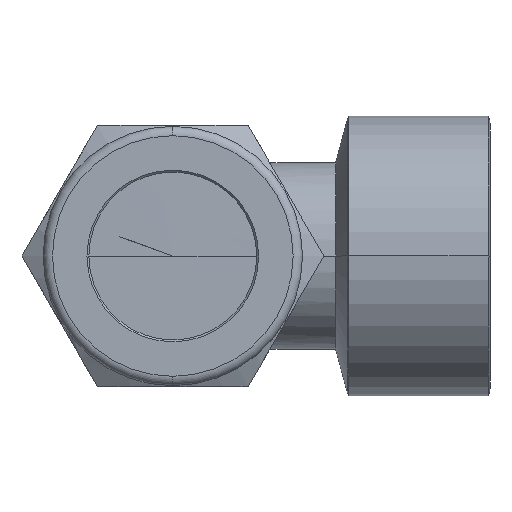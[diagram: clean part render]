
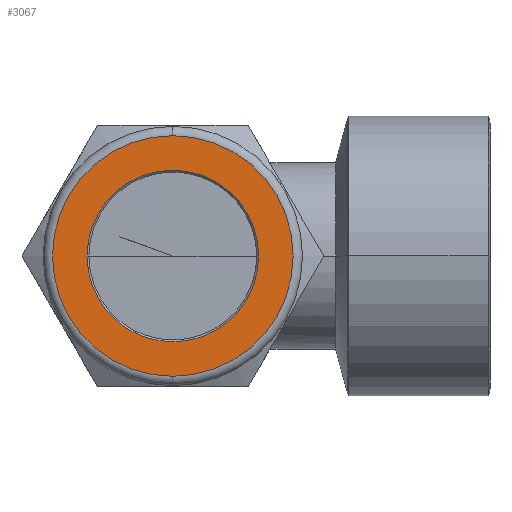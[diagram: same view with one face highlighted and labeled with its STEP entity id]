
A CAD part, left-side view. The second image highlights one B-rep face of the part: STEP entity #3067.
In plain terms, the highlighted planar face has unit normal (-1, 0, 0).
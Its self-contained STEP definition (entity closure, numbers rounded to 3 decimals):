
#170 = CARTESIAN_POINT ( 'NONE',  ( -41.5, 34., -9.2 ) ) ;
#174 = CARTESIAN_POINT ( 'NONE',  ( -41.5, 34., -12.9 ) ) ;
#175 = CARTESIAN_POINT ( 'NONE',  ( -41.5, 34., 12.9 ) ) ;
#184 = CARTESIAN_POINT ( 'NONE',  ( -41.5, 34., 9.2 ) ) ;
#633 = EDGE_LOOP ( 'NONE', ( #761, #762 ) ) ;
#634 = EDGE_LOOP ( 'NONE', ( #759, #760 ) ) ;
#759 = ORIENTED_EDGE ( 'NONE', *, *, #2075, .T. ) ;
#760 = ORIENTED_EDGE ( 'NONE', *, *, #2627, .T. ) ;
#761 = ORIENTED_EDGE ( 'NONE', *, *, #2065, .T. ) ;
#762 = ORIENTED_EDGE ( 'NONE', *, *, #2628, .T. ) ;
#1200 = VERTEX_POINT ( 'NONE', #170 ) ;
#1204 = VERTEX_POINT ( 'NONE', #174 ) ;
#1205 = VERTEX_POINT ( 'NONE', #175 ) ;
#1214 = VERTEX_POINT ( 'NONE', #184 ) ;
#1477 = CIRCLE ( 'NONE', #2747, 9.2 ) ;
#1492 = CIRCLE ( 'NONE', #2752, 12.9 ) ;
#1627 = CIRCLE ( 'NONE', #2778, 12.9 ) ;
#1628 = CIRCLE ( 'NONE', #2779, 9.2 ) ;
#1690 = FACE_OUTER_BOUND ( 'NONE', #634, .T. ) ;
#1692 = FACE_BOUND ( 'NONE', #633, .T. ) ;
#2065 = EDGE_CURVE ( 'NONE', #1214, #1200, #1477, .T. ) ;
#2075 = EDGE_CURVE ( 'NONE', #1205, #1204, #1492, .T. ) ;
#2222 = DIRECTION ( 'NONE',  ( -1., 0., 0. ) ) ;
#2223 = CARTESIAN_POINT ( 'NONE',  ( -41.5, 47.9, 0. ) ) ;
#2225 = PLANE ( 'NONE',  #2810 ) ;
#2227 = DIRECTION ( 'NONE',  ( 0., 0., 1. ) ) ;
#2543 = CARTESIAN_POINT ( 'NONE',  ( -41.5, 34., 0. ) ) ;
#2544 = DIRECTION ( 'NONE',  ( -1., 0., 0. ) ) ;
#2545 = DIRECTION ( 'NONE',  ( 0., 0., 1. ) ) ;
#2548 = CARTESIAN_POINT ( 'NONE',  ( -41.5, 34., 0. ) ) ;
#2549 = DIRECTION ( 'NONE',  ( 1., 0., 0. ) ) ;
#2550 = DIRECTION ( 'NONE',  ( 0., 0., -1. ) ) ;
#2627 = EDGE_CURVE ( 'NONE', #1204, #1205, #1627, .T. ) ;
#2628 = EDGE_CURVE ( 'NONE', #1200, #1214, #1628, .T. ) ;
#2747 = AXIS2_PLACEMENT_3D ( 'NONE', #2974, #2975, #2976 ) ;
#2752 = AXIS2_PLACEMENT_3D ( 'NONE', #2995, #2996, #2997 ) ;
#2778 = AXIS2_PLACEMENT_3D ( 'NONE', #2543, #2544, #2545 ) ;
#2779 = AXIS2_PLACEMENT_3D ( 'NONE', #2548, #2549, #2550 ) ;
#2810 = AXIS2_PLACEMENT_3D ( 'NONE', #2223, #2222, #2227 ) ;
#2974 = CARTESIAN_POINT ( 'NONE',  ( -41.5, 34., 0. ) ) ;
#2975 = DIRECTION ( 'NONE',  ( 1., 0., 0. ) ) ;
#2976 = DIRECTION ( 'NONE',  ( 0., 0., -1. ) ) ;
#2995 = CARTESIAN_POINT ( 'NONE',  ( -41.5, 34., 0. ) ) ;
#2996 = DIRECTION ( 'NONE',  ( -1., 0., 0. ) ) ;
#2997 = DIRECTION ( 'NONE',  ( 0., 0., 1. ) ) ;
#3067 = ADVANCED_FACE ( 'NONE', ( #1690, #1692 ), #2225, .T. ) ;
